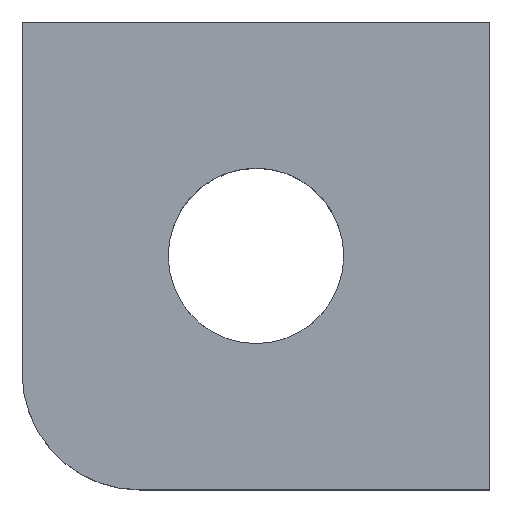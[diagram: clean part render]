
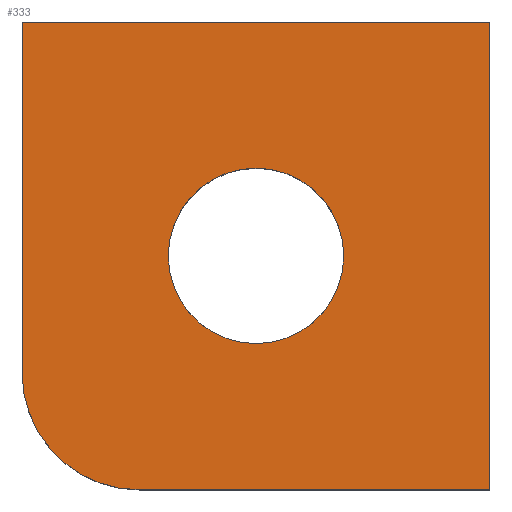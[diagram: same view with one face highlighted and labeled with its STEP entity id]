
A CAD part, top view. The second image highlights one B-rep face of the part: STEP entity #333.
In plain terms, the highlighted planar face has unit normal (0, 0, 1).
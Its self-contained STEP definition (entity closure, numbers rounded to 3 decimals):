
#63=CARTESIAN_POINT('Vertex',(-20.,-40.,20.)) ;
#77=CARTESIAN_POINT('Vertex',(40.,-40.,20.)) ;
#80=CARTESIAN_POINT('Line Origine',(10.,-40.,20.)) ;
#103=CARTESIAN_POINT('Vertex',(-40.,-20.,20.)) ;
#118=CARTESIAN_POINT('Axis2P3D Location',(-20.,-20.,20.)) ;
#136=CARTESIAN_POINT('Line Origine',(0.,40.,20.)) ;
#140=CARTESIAN_POINT('Vertex',(40.,40.,20.)) ;
#142=CARTESIAN_POINT('Vertex',(-40.,40.,20.)) ;
#188=CARTESIAN_POINT('Line Origine',(-40.,10.,20.)) ;
#270=CARTESIAN_POINT('Line Origine',(40.,0.,20.)) ;
#303=CARTESIAN_POINT('Axis2P3D Location',(0.,0.,20.)) ;
#315=CARTESIAN_POINT('Axis2P3D Location',(0.,0.,20.)) ;
#319=CARTESIAN_POINT('Vertex',(15.,0.,20.)) ;
#321=CARTESIAN_POINT('Vertex',(-15.,0.,20.)) ;
#324=CARTESIAN_POINT('Axis2P3D Location',(0.,0.,20.)) ;
#81=DIRECTION('Vector Direction',(-1.,0.,0.)) ;
#119=DIRECTION('Axis2P3D Direction',(0.,0.,1.)) ;
#137=DIRECTION('Vector Direction',(-1.,0.,0.)) ;
#189=DIRECTION('Vector Direction',(0.,-1.,0.)) ;
#271=DIRECTION('Vector Direction',(0.,1.,0.)) ;
#304=DIRECTION('Axis2P3D Direction',(0.,0.,1.)) ;
#305=DIRECTION('Axis2P3D XDirection',(1.,0.,0.)) ;
#316=DIRECTION('Axis2P3D Direction',(0.,0.,1.)) ;
#325=DIRECTION('Axis2P3D Direction',(0.,0.,1.)) ;
#120=AXIS2_PLACEMENT_3D('Circle Axis2P3D',#118,#119,$) ;
#306=AXIS2_PLACEMENT_3D('Plane Axis2P3D',#303,#304,#305) ;
#317=AXIS2_PLACEMENT_3D('Circle Axis2P3D',#315,#316,$) ;
#326=AXIS2_PLACEMENT_3D('Circle Axis2P3D',#324,#325,$) ;
#309=ORIENTED_EDGE('',*,*,#274,.T.) ;
#310=ORIENTED_EDGE('',*,*,#144,.T.) ;
#311=ORIENTED_EDGE('',*,*,#192,.T.) ;
#312=ORIENTED_EDGE('',*,*,#122,.T.) ;
#313=ORIENTED_EDGE('',*,*,#84,.T.) ;
#330=ORIENTED_EDGE('',*,*,#323,.F.) ;
#331=ORIENTED_EDGE('',*,*,#328,.F.) ;
#332=FACE_BOUND('',#329,.T.) ;
#82=VECTOR('Line Direction',#81,1.) ;
#138=VECTOR('Line Direction',#137,1.) ;
#190=VECTOR('Line Direction',#189,1.) ;
#272=VECTOR('Line Direction',#271,1.) ;
#333=ADVANCED_FACE('PartBody',(#314,#332),#307,.T.) ;
#121=CIRCLE('generated circle',#120,20.) ;
#318=CIRCLE('generated circle',#317,15.) ;
#327=CIRCLE('generated circle',#326,15.) ;
#84=EDGE_CURVE('',#64,#78,#83,.F.) ;
#122=EDGE_CURVE('',#104,#64,#121,.T.) ;
#144=EDGE_CURVE('',#141,#143,#139,.T.) ;
#192=EDGE_CURVE('',#143,#104,#191,.T.) ;
#274=EDGE_CURVE('',#78,#141,#273,.T.) ;
#323=EDGE_CURVE('',#320,#322,#318,.T.) ;
#328=EDGE_CURVE('',#322,#320,#327,.T.) ;
#308=EDGE_LOOP('',(#309,#310,#311,#312,#313)) ;
#329=EDGE_LOOP('',(#330,#331)) ;
#314=FACE_OUTER_BOUND('',#308,.T.) ;
#83=LINE('Line',#80,#82) ;
#139=LINE('Line',#136,#138) ;
#191=LINE('Line',#188,#190) ;
#273=LINE('Line',#270,#272) ;
#307=PLANE('',#306) ;
#64=VERTEX_POINT('',#63) ;
#78=VERTEX_POINT('',#77) ;
#104=VERTEX_POINT('',#103) ;
#141=VERTEX_POINT('',#140) ;
#143=VERTEX_POINT('',#142) ;
#320=VERTEX_POINT('',#319) ;
#322=VERTEX_POINT('',#321) ;
